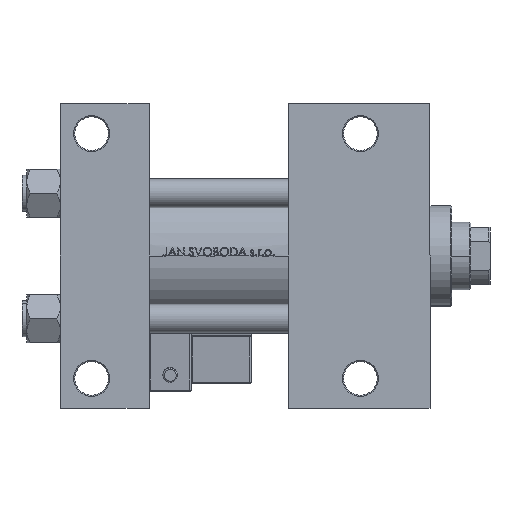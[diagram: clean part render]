
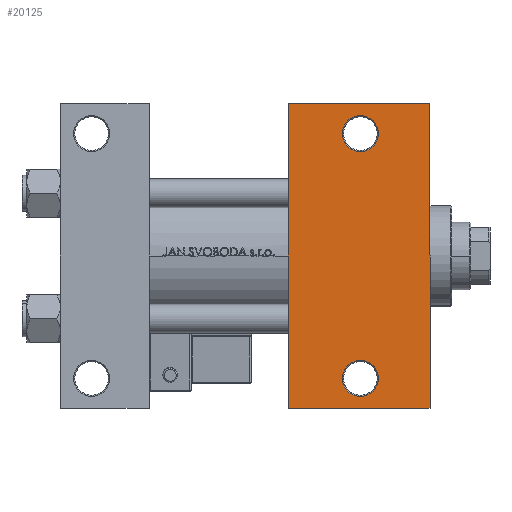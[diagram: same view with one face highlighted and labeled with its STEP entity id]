
A CAD part, front view. The second image highlights one B-rep face of the part: STEP entity #20125.
In plain terms, the highlighted face is planar.
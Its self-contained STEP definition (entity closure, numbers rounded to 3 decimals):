
#313 = VECTOR ( 'NONE', #31630, 1000. ) ;
#641 = PLANE ( 'NONE',  #20804 ) ;
#1979 = VECTOR ( 'NONE', #45168, 1000. ) ;
#3272 = CARTESIAN_POINT ( 'NONE',  ( 95., -63.5, -37.5 ) ) ;
#4404 = CARTESIAN_POINT ( 'NONE',  ( 154., 37.5, -37.5 ) ) ;
#4531 = CARTESIAN_POINT ( 'NONE',  ( 95., 63.5, -37.5 ) ) ;
#4562 = CIRCLE ( 'NONE', #20610, 7.5 ) ;
#4570 = ORIENTED_EDGE ( 'NONE', *, *, #24225, .T. ) ;
#5520 = ORIENTED_EDGE ( 'NONE', *, *, #28425, .F. ) ;
#7398 = DIRECTION ( 'NONE',  ( 0., 0., -1. ) ) ;
#7451 = AXIS2_PLACEMENT_3D ( 'NONE', #10751, #41378, #49424 ) ;
#7638 = CARTESIAN_POINT ( 'NONE',  ( 117.5, 51., -37.5 ) ) ;
#9874 = DIRECTION ( 'NONE',  ( 0., -1., 0. ) ) ;
#10097 = AXIS2_PLACEMENT_3D ( 'NONE', #43713, #28174, #20636 ) ;
#10177 = ORIENTED_EDGE ( 'NONE', *, *, #30158, .T. ) ;
#10302 = DIRECTION ( 'NONE',  ( -1., 0., 0. ) ) ;
#10751 = CARTESIAN_POINT ( 'NONE',  ( 125., 51., -37.5 ) ) ;
#12615 = VECTOR ( 'NONE', #9874, 1000. ) ;
#12877 = DIRECTION ( 'NONE',  ( 0., 0., 1. ) ) ;
#13016 = ORIENTED_EDGE ( 'NONE', *, *, #43014, .T. ) ;
#13321 = EDGE_LOOP ( 'NONE', ( #10177, #4570 ) ) ;
#15454 = FACE_BOUND ( 'NONE', #13321, .T. ) ;
#15758 = CIRCLE ( 'NONE', #10097, 7.5 ) ;
#16868 = EDGE_CURVE ( 'NONE', #26008, #43925, #49209, .T. ) ;
#17326 = LINE ( 'NONE', #17811, #1979 ) ;
#17811 = CARTESIAN_POINT ( 'NONE',  ( 95., 37.5, -37.5 ) ) ;
#18272 = VECTOR ( 'NONE', #33886, 1000. ) ;
#18360 = CARTESIAN_POINT ( 'NONE',  ( 154., -63.5, -37.5 ) ) ;
#20125 = ADVANCED_FACE ( 'NONE', ( #15454, #34774, #46578 ), #641, .T. ) ;
#20610 = AXIS2_PLACEMENT_3D ( 'NONE', #43256, #12877, #36710 ) ;
#20636 = DIRECTION ( 'NONE',  ( -1., 0., 0. ) ) ;
#20804 = AXIS2_PLACEMENT_3D ( 'NONE', #4404, #7398, #39029 ) ;
#22884 = EDGE_LOOP ( 'NONE', ( #13016, #39835 ) ) ;
#23263 = VERTEX_POINT ( 'NONE', #31424 ) ;
#24225 = EDGE_CURVE ( 'NONE', #23263, #29149, #31519, .T. ) ;
#24660 = CARTESIAN_POINT ( 'NONE',  ( 154., 63.5, -37.5 ) ) ;
#24758 = ORIENTED_EDGE ( 'NONE', *, *, #16868, .T. ) ;
#24862 = ORIENTED_EDGE ( 'NONE', *, *, #32395, .T. ) ;
#25141 = DIRECTION ( 'NONE',  ( 0., 0., 1. ) ) ;
#26008 = VERTEX_POINT ( 'NONE', #18360 ) ;
#28174 = DIRECTION ( 'NONE',  ( 0., 0., 1. ) ) ;
#28290 = AXIS2_PLACEMENT_3D ( 'NONE', #44452, #25141, #10302 ) ;
#28425 = EDGE_CURVE ( 'NONE', #49127, #43925, #17326, .T. ) ;
#28983 = CARTESIAN_POINT ( 'NONE',  ( 154., 37.5, -37.5 ) ) ;
#29149 = VERTEX_POINT ( 'NONE', #7638 ) ;
#30158 = EDGE_CURVE ( 'NONE', #29149, #23263, #33106, .T. ) ;
#31374 = EDGE_LOOP ( 'NONE', ( #5520, #24862, #47389, #24758 ) ) ;
#31424 = CARTESIAN_POINT ( 'NONE',  ( 132.5, 51., -37.5 ) ) ;
#31519 = CIRCLE ( 'NONE', #28290, 7.5 ) ;
#31630 = DIRECTION ( 'NONE',  ( 1., 0., 0. ) ) ;
#32395 = EDGE_CURVE ( 'NONE', #49127, #37795, #38431, .T. ) ;
#32869 = CARTESIAN_POINT ( 'NONE',  ( 95., 63.5, -37.5 ) ) ;
#33106 = CIRCLE ( 'NONE', #7451, 7.5 ) ;
#33886 = DIRECTION ( 'NONE',  ( -1., 0., 0. ) ) ;
#34774 = FACE_BOUND ( 'NONE', #22884, .T. ) ;
#35172 = CARTESIAN_POINT ( 'NONE',  ( 132.5, -51., -37.5 ) ) ;
#36710 = DIRECTION ( 'NONE',  ( -1., 0., 0. ) ) ;
#37723 = EDGE_CURVE ( 'NONE', #46951, #40916, #15758, .T. ) ;
#37795 = VERTEX_POINT ( 'NONE', #24660 ) ;
#38431 = LINE ( 'NONE', #4531, #313 ) ;
#39029 = DIRECTION ( 'NONE',  ( -1., 0., 0. ) ) ;
#39480 = CARTESIAN_POINT ( 'NONE',  ( 95., -63.5, -37.5 ) ) ;
#39835 = ORIENTED_EDGE ( 'NONE', *, *, #37723, .T. ) ;
#40539 = CARTESIAN_POINT ( 'NONE',  ( 117.5, -51., -37.5 ) ) ;
#40916 = VERTEX_POINT ( 'NONE', #40539 ) ;
#41378 = DIRECTION ( 'NONE',  ( 0., 0., 1. ) ) ;
#43014 = EDGE_CURVE ( 'NONE', #40916, #46951, #4562, .T. ) ;
#43256 = CARTESIAN_POINT ( 'NONE',  ( 125., -51., -37.5 ) ) ;
#43713 = CARTESIAN_POINT ( 'NONE',  ( 125., -51., -37.5 ) ) ;
#43925 = VERTEX_POINT ( 'NONE', #39480 ) ;
#44452 = CARTESIAN_POINT ( 'NONE',  ( 125., 51., -37.5 ) ) ;
#44467 = EDGE_CURVE ( 'NONE', #37795, #26008, #47809, .T. ) ;
#45168 = DIRECTION ( 'NONE',  ( 0., -1., 0. ) ) ;
#46578 = FACE_OUTER_BOUND ( 'NONE', #31374, .T. ) ;
#46951 = VERTEX_POINT ( 'NONE', #35172 ) ;
#47389 = ORIENTED_EDGE ( 'NONE', *, *, #44467, .T. ) ;
#47809 = LINE ( 'NONE', #28983, #12615 ) ;
#49127 = VERTEX_POINT ( 'NONE', #32869 ) ;
#49209 = LINE ( 'NONE', #3272, #18272 ) ;
#49424 = DIRECTION ( 'NONE',  ( -1., 0., 0. ) ) ;
